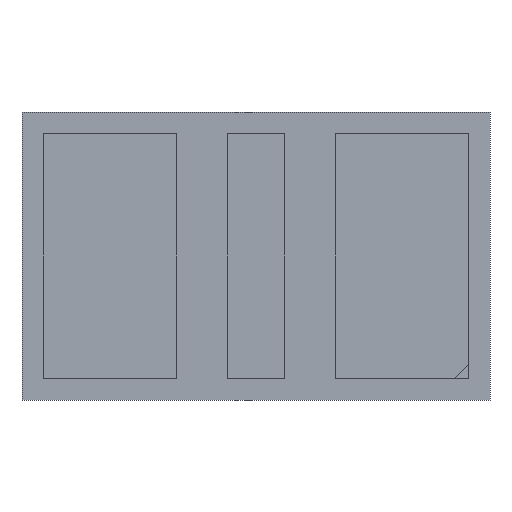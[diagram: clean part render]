
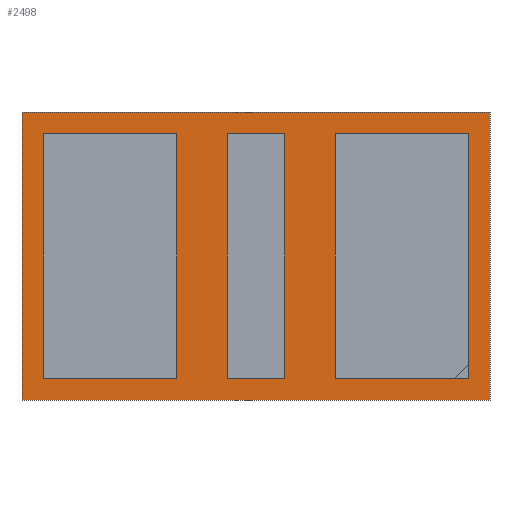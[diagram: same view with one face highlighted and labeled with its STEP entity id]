
A CAD part, front view. The second image highlights one B-rep face of the part: STEP entity #2498.
In plain terms, the highlighted planar face has unit normal (0, -1, 0).
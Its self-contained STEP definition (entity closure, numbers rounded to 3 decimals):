
#11 = CARTESIAN_POINT ( 'NONE',  ( 0., 0., 1.7 ) ) ;
#37 = EDGE_LOOP ( 'NONE', ( #62, #422, #487, #2550 ) ) ;
#55 = CARTESIAN_POINT ( 'NONE',  ( 3.25, 0., 0. ) ) ;
#62 = ORIENTED_EDGE ( 'NONE', *, *, #1837, .T. ) ;
#80 = CARTESIAN_POINT ( 'NONE',  ( 0., 0., -1.7 ) ) ;
#99 = EDGE_CURVE ( 'NONE', #2514, #1333, #440, .T. ) ;
#118 = DIRECTION ( 'NONE',  ( -1., 0., 0. ) ) ;
#171 = ORIENTED_EDGE ( 'NONE', *, *, #175, .T. ) ;
#175 = EDGE_CURVE ( 'NONE', #346, #1884, #2137, .T. ) ;
#187 = VECTOR ( 'NONE', #2348, 1000. ) ;
#200 = ORIENTED_EDGE ( 'NONE', *, *, #449, .T. ) ;
#229 = DIRECTION ( 'NONE',  ( 0., 0., 1. ) ) ;
#250 = CARTESIAN_POINT ( 'NONE',  ( -2.95, 0., 1.7 ) ) ;
#259 = CARTESIAN_POINT ( 'NONE',  ( -3.25, 0., -2. ) ) ;
#282 = CARTESIAN_POINT ( 'NONE',  ( 2.95, 0., 1.7 ) ) ;
#284 = DIRECTION ( 'NONE',  ( 0., 0., -1. ) ) ;
#295 = ORIENTED_EDGE ( 'NONE', *, *, #2358, .T. ) ;
#318 = VERTEX_POINT ( 'NONE', #840 ) ;
#344 = EDGE_LOOP ( 'NONE', ( #1549, #462, #1950, #516 ) ) ;
#346 = VERTEX_POINT ( 'NONE', #282 ) ;
#385 = CARTESIAN_POINT ( 'NONE',  ( 3.25, 0., 2. ) ) ;
#422 = ORIENTED_EDGE ( 'NONE', *, *, #644, .T. ) ;
#425 = CARTESIAN_POINT ( 'NONE',  ( -1.1, 0., 0. ) ) ;
#431 = EDGE_CURVE ( 'NONE', #318, #1245, #631, .T. ) ;
#440 = LINE ( 'NONE', #2047, #1143 ) ;
#444 = LINE ( 'NONE', #1043, #2162 ) ;
#449 = EDGE_CURVE ( 'NONE', #1884, #1767, #536, .T. ) ;
#462 = ORIENTED_EDGE ( 'NONE', *, *, #596, .T. ) ;
#473 = LINE ( 'NONE', #1852, #1704 ) ;
#487 = ORIENTED_EDGE ( 'NONE', *, *, #99, .T. ) ;
#516 = ORIENTED_EDGE ( 'NONE', *, *, #431, .T. ) ;
#521 = DIRECTION ( 'NONE',  ( 0., -1., 0. ) ) ;
#526 = ORIENTED_EDGE ( 'NONE', *, *, #825, .T. ) ;
#531 = VERTEX_POINT ( 'NONE', #1881 ) ;
#536 = LINE ( 'NONE', #1134, #2233 ) ;
#596 = EDGE_CURVE ( 'NONE', #1754, #1993, #1734, .T. ) ;
#610 = EDGE_CURVE ( 'NONE', #2343, #346, #1339, .T. ) ;
#613 = VERTEX_POINT ( 'NONE', #2483 ) ;
#614 = VECTOR ( 'NONE', #1686, 1000. ) ;
#629 = DIRECTION ( 'NONE',  ( -1., 0., 0. ) ) ;
#631 = LINE ( 'NONE', #55, #1901 ) ;
#642 = DIRECTION ( 'NONE',  ( -1., 0., 0. ) ) ;
#644 = EDGE_CURVE ( 'NONE', #1546, #2514, #1368, .T. ) ;
#666 = DIRECTION ( 'NONE',  ( -1., 0., 0. ) ) ;
#675 = CARTESIAN_POINT ( 'NONE',  ( 2.95, 0., -1.7 ) ) ;
#690 = VECTOR ( 'NONE', #880, 1000. ) ;
#788 = DIRECTION ( 'NONE',  ( 1., 0., 0. ) ) ;
#811 = EDGE_CURVE ( 'NONE', #613, #531, #1053, .T. ) ;
#825 = EDGE_CURVE ( 'NONE', #1767, #2343, #1037, .T. ) ;
#840 = CARTESIAN_POINT ( 'NONE',  ( 3.25, 0., -2. ) ) ;
#867 = EDGE_LOOP ( 'NONE', ( #171, #200, #526, #1457 ) ) ;
#869 = LINE ( 'NONE', #1490, #614 ) ;
#880 = DIRECTION ( 'NONE',  ( 1., 0., 0. ) ) ;
#901 = VERTEX_POINT ( 'NONE', #250 ) ;
#908 = EDGE_CURVE ( 'NONE', #1333, #2214, #1023, .T. ) ;
#945 = CARTESIAN_POINT ( 'NONE',  ( -2.95, 0., -1.7 ) ) ;
#1023 = LINE ( 'NONE', #80, #1226 ) ;
#1024 = LINE ( 'NONE', #1431, #2286 ) ;
#1027 = DIRECTION ( 'NONE',  ( 0., 0., 1. ) ) ;
#1031 = CARTESIAN_POINT ( 'NONE',  ( 1.1, 0., 1.7 ) ) ;
#1037 = LINE ( 'NONE', #1631, #1947 ) ;
#1043 = CARTESIAN_POINT ( 'NONE',  ( 0., 0., 2. ) ) ;
#1053 = LINE ( 'NONE', #425, #1856 ) ;
#1114 = CARTESIAN_POINT ( 'NONE',  ( 0., 0., 1.7 ) ) ;
#1134 = CARTESIAN_POINT ( 'NONE',  ( 0., 0., -1.7 ) ) ;
#1143 = VECTOR ( 'NONE', #2441, 1000. ) ;
#1164 = EDGE_LOOP ( 'NONE', ( #1902, #1784, #295, #1429 ) ) ;
#1226 = VECTOR ( 'NONE', #666, 1000. ) ;
#1244 = EDGE_CURVE ( 'NONE', #1993, #318, #1622, .T. ) ;
#1245 = VERTEX_POINT ( 'NONE', #385 ) ;
#1313 = CARTESIAN_POINT ( 'NONE',  ( -0.4, 0., 1.7 ) ) ;
#1333 = VERTEX_POINT ( 'NONE', #2149 ) ;
#1339 = LINE ( 'NONE', #1114, #690 ) ;
#1368 = LINE ( 'NONE', #11, #2196 ) ;
#1373 = CARTESIAN_POINT ( 'NONE',  ( -0.4, 0., -1.7 ) ) ;
#1429 = ORIENTED_EDGE ( 'NONE', *, *, #1468, .T. ) ;
#1431 = CARTESIAN_POINT ( 'NONE',  ( -0.4, 0., 0. ) ) ;
#1457 = ORIENTED_EDGE ( 'NONE', *, *, #610, .T. ) ;
#1468 = EDGE_CURVE ( 'NONE', #901, #613, #869, .T. ) ;
#1490 = CARTESIAN_POINT ( 'NONE',  ( 0., 0., 1.7 ) ) ;
#1546 = VERTEX_POINT ( 'NONE', #1313 ) ;
#1549 = ORIENTED_EDGE ( 'NONE', *, *, #2359, .T. ) ;
#1606 = LINE ( 'NONE', #2429, #1818 ) ;
#1622 = LINE ( 'NONE', #2423, #1816 ) ;
#1623 = FACE_BOUND ( 'NONE', #37, .T. ) ;
#1630 = VERTEX_POINT ( 'NONE', #945 ) ;
#1631 = CARTESIAN_POINT ( 'NONE',  ( 1.1, 0., 0. ) ) ;
#1686 = DIRECTION ( 'NONE',  ( 1., 0., 0. ) ) ;
#1703 = FACE_OUTER_BOUND ( 'NONE', #344, .T. ) ;
#1704 = VECTOR ( 'NONE', #229, 1000. ) ;
#1734 = LINE ( 'NONE', #2103, #187 ) ;
#1754 = VERTEX_POINT ( 'NONE', #1827 ) ;
#1767 = VERTEX_POINT ( 'NONE', #2208 ) ;
#1771 = EDGE_CURVE ( 'NONE', #531, #1630, #1606, .T. ) ;
#1784 = ORIENTED_EDGE ( 'NONE', *, *, #1771, .T. ) ;
#1798 = DIRECTION ( 'NONE',  ( 0., 0., 1. ) ) ;
#1810 = DIRECTION ( 'NONE',  ( 0., 0., 1. ) ) ;
#1814 = DIRECTION ( 'NONE',  ( 1., 0., 0. ) ) ;
#1815 = FACE_BOUND ( 'NONE', #1164, .T. ) ;
#1816 = VECTOR ( 'NONE', #1814, 1000. ) ;
#1818 = VECTOR ( 'NONE', #629, 1000. ) ;
#1827 = CARTESIAN_POINT ( 'NONE',  ( -3.25, 0., 2. ) ) ;
#1837 = EDGE_CURVE ( 'NONE', #2214, #1546, #1024, .T. ) ;
#1852 = CARTESIAN_POINT ( 'NONE',  ( -2.95, 0., 0. ) ) ;
#1856 = VECTOR ( 'NONE', #2456, 1000. ) ;
#1881 = CARTESIAN_POINT ( 'NONE',  ( -1.1, 0., -1.7 ) ) ;
#1884 = VERTEX_POINT ( 'NONE', #675 ) ;
#1901 = VECTOR ( 'NONE', #1027, 1000. ) ;
#1902 = ORIENTED_EDGE ( 'NONE', *, *, #811, .T. ) ;
#1947 = VECTOR ( 'NONE', #1810, 1000. ) ;
#1950 = ORIENTED_EDGE ( 'NONE', *, *, #1244, .T. ) ;
#1993 = VERTEX_POINT ( 'NONE', #259 ) ;
#2047 = CARTESIAN_POINT ( 'NONE',  ( 0.4, 0., 0. ) ) ;
#2103 = CARTESIAN_POINT ( 'NONE',  ( -3.25, 0., 0. ) ) ;
#2137 = LINE ( 'NONE', #2311, #2229 ) ;
#2149 = CARTESIAN_POINT ( 'NONE',  ( 0.4, 0., -1.7 ) ) ;
#2162 = VECTOR ( 'NONE', #642, 1000. ) ;
#2196 = VECTOR ( 'NONE', #788, 1000. ) ;
#2208 = CARTESIAN_POINT ( 'NONE',  ( 1.1, 0., -1.7 ) ) ;
#2214 = VERTEX_POINT ( 'NONE', #1373 ) ;
#2229 = VECTOR ( 'NONE', #2323, 1000. ) ;
#2233 = VECTOR ( 'NONE', #118, 1000. ) ;
#2286 = VECTOR ( 'NONE', #1798, 1000. ) ;
#2311 = CARTESIAN_POINT ( 'NONE',  ( 2.95, 0., 0. ) ) ;
#2323 = DIRECTION ( 'NONE',  ( 0., 0., -1. ) ) ;
#2343 = VERTEX_POINT ( 'NONE', #1031 ) ;
#2348 = DIRECTION ( 'NONE',  ( 0., 0., -1. ) ) ;
#2358 = EDGE_CURVE ( 'NONE', #1630, #901, #473, .T. ) ;
#2359 = EDGE_CURVE ( 'NONE', #1245, #1754, #444, .T. ) ;
#2414 = AXIS2_PLACEMENT_3D ( 'NONE', #2508, #521, #284 ) ;
#2423 = CARTESIAN_POINT ( 'NONE',  ( 0., 0., -2. ) ) ;
#2424 = FACE_BOUND ( 'NONE', #867, .T. ) ;
#2429 = CARTESIAN_POINT ( 'NONE',  ( 0., 0., -1.7 ) ) ;
#2441 = DIRECTION ( 'NONE',  ( 0., 0., -1. ) ) ;
#2456 = DIRECTION ( 'NONE',  ( 0., 0., -1. ) ) ;
#2473 = CARTESIAN_POINT ( 'NONE',  ( 0.4, 0., 1.7 ) ) ;
#2483 = CARTESIAN_POINT ( 'NONE',  ( -1.1, 0., 1.7 ) ) ;
#2498 = ADVANCED_FACE ( 'NONE', ( #1815, #1623, #2424, #1703 ), #2500, .T. ) ;
#2500 = PLANE ( 'NONE',  #2414 ) ;
#2508 = CARTESIAN_POINT ( 'NONE',  ( 0., 0., 0. ) ) ;
#2514 = VERTEX_POINT ( 'NONE', #2473 ) ;
#2550 = ORIENTED_EDGE ( 'NONE', *, *, #908, .T. ) ;
